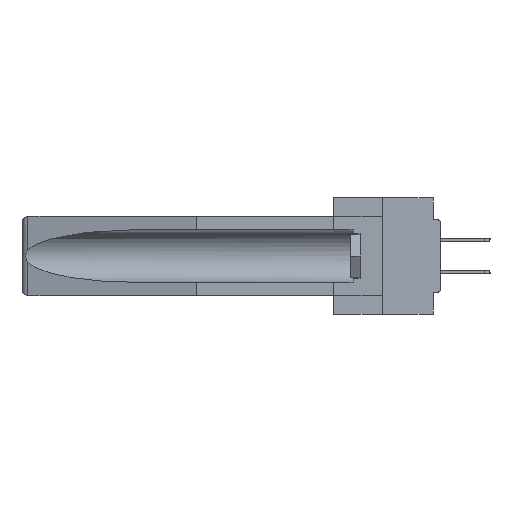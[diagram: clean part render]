
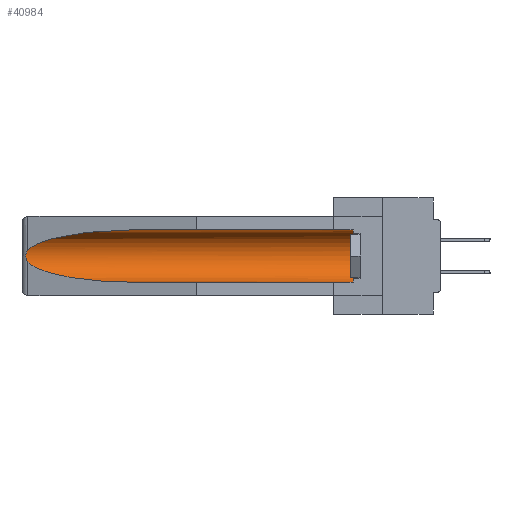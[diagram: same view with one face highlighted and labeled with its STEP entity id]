
A CAD part, left-side view. The second image highlights one B-rep face of the part: STEP entity #40984.
In plain terms, the highlighted cylindrical face has radius 2.857 mm (diameter 5.715 mm), a partial arc.
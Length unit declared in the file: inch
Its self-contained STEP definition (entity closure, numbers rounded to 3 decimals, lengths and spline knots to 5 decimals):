
#2452 = VECTOR ( 'NONE', #25465, 39.37008 ) ;
#2978 = CARTESIAN_POINT ( 'NONE',  ( 0.2673, 1.5327, -0.16383 ) ) ;
#3120 = CARTESIAN_POINT ( 'NONE',  ( 0.2675, 1.53308, -0.17534 ) ) ;
#3820 = DIRECTION ( 'NONE',  ( 0., 0., 1. ) ) ;
#4936 = CARTESIAN_POINT ( 'NONE',  ( 0.155, 1.07973, -0.059 ) ) ;
#6448 = CARTESIAN_POINT ( 'NONE',  ( 0.26597, 1.52961, -0.15275 ) ) ;
#7210 = CARTESIAN_POINT ( 'NONE',  ( 0.155, 0.126, -0.059 ) ) ;
#7278 = CARTESIAN_POINT ( 'NONE',  ( 0.155, 0.126, -0.1715 ) ) ;
#7813 = CARTESIAN_POINT ( 'NONE',  ( 0.25451, 1.48313, -0.09465 ) ) ;
#7846 = EDGE_CURVE ( 'NONE', #21839, #27446, #17835, .T. ) ;
#8015 = VECTOR ( 'NONE', #15899, 39.37008 ) ;
#8085 = CIRCLE ( 'NONE', #36444, 0.1125 ) ;
#8563 = EDGE_LOOP ( 'NONE', ( #37511, #14637, #14601, #33872, #14877, #19780 ) ) ;
#9217 = CARTESIAN_POINT ( 'NONE',  ( 0.2673, 1.53269, -0.17917 ) ) ;
#9392 = VERTEX_POINT ( 'NONE', #4936 ) ;
#10154 = CARTESIAN_POINT ( 'NONE',  ( 0.26537, 1.52718, -0.14972 ) ) ;
#10273 = DIRECTION ( 'NONE',  ( 0., 0., 1. ) ) ;
#10363 = EDGE_CURVE ( 'NONE', #30270, #9392, #34153, .T. ) ;
#11607 = FACE_OUTER_BOUND ( 'NONE', #8563, .T. ) ;
#11613 = EDGE_CURVE ( 'NONE', #27446, #34844, #17281, .T. ) ;
#12948 = CARTESIAN_POINT ( 'NONE',  ( 0.26537, 1.52718, -0.19328 ) ) ;
#13844 =( BOUNDED_CURVE ( )  B_SPLINE_CURVE ( 3, ( #34096, #14627, #7813, #24970 ),
 .UNSPECIFIED., .F., .F. ) 
 B_SPLINE_CURVE_WITH_KNOTS ( ( 4, 4 ),
 ( 4.71239, 6.08839 ),
 .UNSPECIFIED. ) 
 CURVE ( )  GEOMETRIC_REPRESENTATION_ITEM ( )  RATIONAL_B_SPLINE_CURVE ( ( 1., 0.848, 0.848, 1. ) ) 
 REPRESENTATION_ITEM ( '' )  );
#14461 = CARTESIAN_POINT ( 'NONE',  ( 0.26537, 1.52718, -0.19328 ) ) ;
#14601 = ORIENTED_EDGE ( 'NONE', *, *, #11613, .T. ) ;
#14627 = CARTESIAN_POINT ( 'NONE',  ( 0.21114, 1.30732, -0.059 ) ) ;
#14637 = ORIENTED_EDGE ( 'NONE', *, *, #7846, .T. ) ;
#14877 = ORIENTED_EDGE ( 'NONE', *, *, #18129, .T. ) ;
#15899 = DIRECTION ( 'NONE',  ( 0., 1., 0. ) ) ;
#17146 = DIRECTION ( 'NONE',  ( 0., -1., 0. ) ) ;
#17281 =( BOUNDED_CURVE ( )  B_SPLINE_CURVE ( 3, ( #14461, #37788, #38064, #34770 ),
 .UNSPECIFIED., .F., .F. ) 
 B_SPLINE_CURVE_WITH_KNOTS ( ( 4, 4 ),
 ( 0.1948, 1.5708 ),
 .UNSPECIFIED. ) 
 CURVE ( )  GEOMETRIC_REPRESENTATION_ITEM ( )  RATIONAL_B_SPLINE_CURVE ( ( 1., 0.848, 0.848, 1. ) ) 
 REPRESENTATION_ITEM ( '' )  );
#17835 = B_SPLINE_CURVE_WITH_KNOTS ( 'NONE', 3,
 ( #29674, #6448, #33015, #2978, #32881, #3120, #9217, #36040, #19246, #12948 ),
 .UNSPECIFIED., .F., .F.,
 ( 4, 2, 2, 2, 4 ),
 ( 0., 0.00029, 0.00058, 0.00087, 0.00117 ),
 .UNSPECIFIED. ) ;
#18129 = EDGE_CURVE ( 'NONE', #31703, #30270, #8085, .T. ) ;
#18341 = CARTESIAN_POINT ( 'NONE',  ( 0.155, 1.07973, -0.284 ) ) ;
#19246 = CARTESIAN_POINT ( 'NONE',  ( 0.26597, 1.5296, -0.19026 ) ) ;
#19780 = ORIENTED_EDGE ( 'NONE', *, *, #10363, .T. ) ;
#21266 = CARTESIAN_POINT ( 'NONE',  ( 0.155, 0.126, -0.284 ) ) ;
#21839 = VERTEX_POINT ( 'NONE', #10154 ) ;
#23722 = CARTESIAN_POINT ( 'NONE',  ( 0.26537, 1.52718, -0.19328 ) ) ;
#24331 = AXIS2_PLACEMENT_3D ( 'NONE', #26826, #30289, #10273 ) ;
#24970 = CARTESIAN_POINT ( 'NONE',  ( 0.26537, 1.52718, -0.14972 ) ) ;
#25163 = LINE ( 'NONE', #35748, #8015 ) ;
#25465 = DIRECTION ( 'NONE',  ( 0., 1., 0. ) ) ;
#26178 = CYLINDRICAL_SURFACE ( 'NONE', #24331, 0.1125 ) ;
#26826 = CARTESIAN_POINT ( 'NONE',  ( 0.155, -0.30754, -0.1715 ) ) ;
#27446 = VERTEX_POINT ( 'NONE', #23722 ) ;
#28628 = CARTESIAN_POINT ( 'NONE',  ( 0.155, -0.30754, -0.059 ) ) ;
#29674 = CARTESIAN_POINT ( 'NONE',  ( 0.26537, 1.52718, -0.14972 ) ) ;
#30270 = VERTEX_POINT ( 'NONE', #7210 ) ;
#30289 = DIRECTION ( 'NONE',  ( 0., 1., 0. ) ) ;
#31703 = VERTEX_POINT ( 'NONE', #21266 ) ;
#32881 = CARTESIAN_POINT ( 'NONE',  ( 0.2675, 1.53308, -0.16763 ) ) ;
#33015 = CARTESIAN_POINT ( 'NONE',  ( 0.26654, 1.53092, -0.15636 ) ) ;
#33355 = EDGE_CURVE ( 'NONE', #9392, #21839, #13844, .T. ) ;
#33872 = ORIENTED_EDGE ( 'NONE', *, *, #36445, .F. ) ;
#34096 = CARTESIAN_POINT ( 'NONE',  ( 0.155, 1.07973, -0.059 ) ) ;
#34153 = LINE ( 'NONE', #28628, #2452 ) ;
#34770 = CARTESIAN_POINT ( 'NONE',  ( 0.155, 1.07973, -0.284 ) ) ;
#34844 = VERTEX_POINT ( 'NONE', #18341 ) ;
#35748 = CARTESIAN_POINT ( 'NONE',  ( 0.155, -0.30754, -0.284 ) ) ;
#36040 = CARTESIAN_POINT ( 'NONE',  ( 0.26655, 1.53094, -0.18657 ) ) ;
#36444 = AXIS2_PLACEMENT_3D ( 'NONE', #7278, #17146, #3820 ) ;
#36445 = EDGE_CURVE ( 'NONE', #31703, #34844, #25163, .T. ) ;
#37511 = ORIENTED_EDGE ( 'NONE', *, *, #33355, .T. ) ;
#37788 = CARTESIAN_POINT ( 'NONE',  ( 0.25451, 1.48313, -0.24835 ) ) ;
#38064 = CARTESIAN_POINT ( 'NONE',  ( 0.21114, 1.30732, -0.284 ) ) ;
#40984 = ADVANCED_FACE ( 'NONE', ( #11607 ), #26178, .F. ) ;
